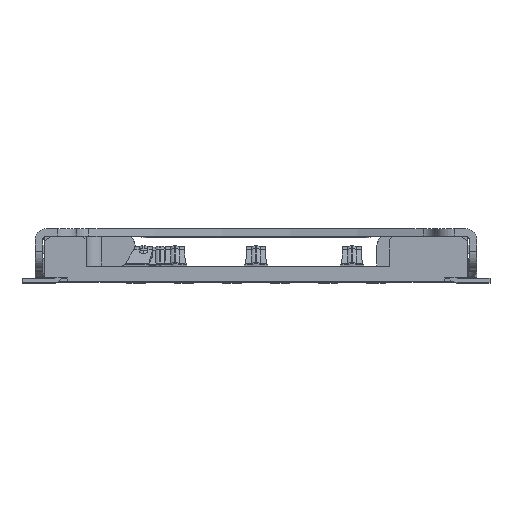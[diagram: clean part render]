
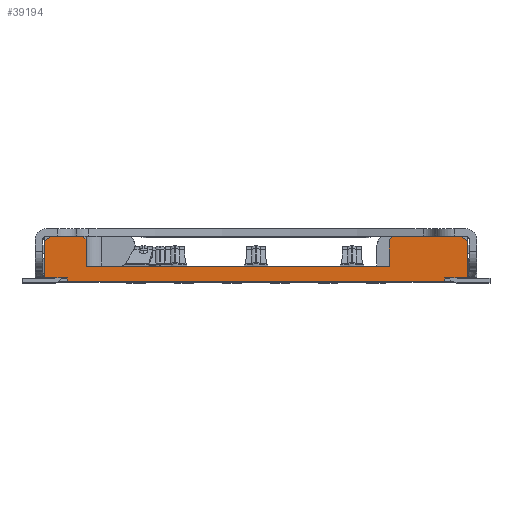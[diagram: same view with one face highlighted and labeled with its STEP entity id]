
A CAD part, top view. The second image highlights one B-rep face of the part: STEP entity #39194.
In plain terms, the highlighted planar face has unit normal (0, 0, 1).
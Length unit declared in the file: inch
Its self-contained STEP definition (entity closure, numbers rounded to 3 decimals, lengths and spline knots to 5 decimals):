
#2 = ORIENTED_EDGE ( 'NONE', *, *, #4629, .T. ) ;
#367 = EDGE_CURVE ( 'NONE', #24986, #40194, #4816, .T. ) ;
#2073 = LINE ( 'NONE', #5267, #20761 ) ;
#2229 = CARTESIAN_POINT ( 'NONE',  ( 0.14291, 0.04921, 0. ) ) ;
#2785 = EDGE_CURVE ( 'NONE', #13537, #20200, #31003, .T. ) ;
#2889 = VECTOR ( 'NONE', #22468, 39.37008 ) ;
#3063 = LINE ( 'NONE', #17040, #7632 ) ;
#3684 = CARTESIAN_POINT ( 'NONE',  ( 0.22047, 0.00551, 0. ) ) ;
#3797 = LINE ( 'NONE', #17758, #29437 ) ;
#4011 = CARTESIAN_POINT ( 'NONE',  ( 0.13898, 0.01772, 0. ) ) ;
#4125 = LINE ( 'NONE', #3684, #4344 ) ;
#4344 = VECTOR ( 'NONE', #7571, 39.37008 ) ;
#4365 = EDGE_CURVE ( 'NONE', #14257, #38153, #5961, .T. ) ;
#4629 = EDGE_CURVE ( 'NONE', #38153, #13537, #41244, .T. ) ;
#4785 = VERTEX_POINT ( 'NONE', #38188 ) ;
#4816 = LINE ( 'NONE', #15118, #13251 ) ;
#5188 = LINE ( 'NONE', #9313, #39032 ) ;
#5267 = CARTESIAN_POINT ( 'NONE',  ( 0.14291, 0.04921, 0. ) ) ;
#5270 = ORIENTED_EDGE ( 'NONE', *, *, #44604, .F. ) ;
#5676 = DIRECTION ( 'NONE',  ( 0., 0., 1. ) ) ;
#5772 = CARTESIAN_POINT ( 'NONE',  ( 0.14291, 0.04921, 0. ) ) ;
#5849 = CARTESIAN_POINT ( 'NONE',  ( 0.19685, 0.00197, 0. ) ) ;
#5961 = LINE ( 'NONE', #20819, #22333 ) ;
#7127 = VECTOR ( 'NONE', #28671, 39.37008 ) ;
#7418 = CARTESIAN_POINT ( 'NONE',  ( -0.22047, 0.04331, 0. ) ) ;
#7557 = EDGE_CURVE ( 'NONE', #20200, #42914, #4125, .T. ) ;
#7571 = DIRECTION ( 'NONE',  ( 0., 1., 0. ) ) ;
#7632 = VECTOR ( 'NONE', #41884, 39.37008 ) ;
#7850 = VERTEX_POINT ( 'NONE', #30119 ) ;
#7869 = ORIENTED_EDGE ( 'NONE', *, *, #25072, .T. ) ;
#8526 = VECTOR ( 'NONE', #32200, 39.37008 ) ;
#8774 = CARTESIAN_POINT ( 'NONE',  ( 0.19685, 0.00551, 0. ) ) ;
#9280 = ORIENTED_EDGE ( 'NONE', *, *, #26562, .F. ) ;
#9313 = CARTESIAN_POINT ( 'NONE',  ( -0.17717, 0.04528, 0. ) ) ;
#10128 = VECTOR ( 'NONE', #34118, 39.37008 ) ;
#10490 = ORIENTED_EDGE ( 'NONE', *, *, #7557, .T. ) ;
#10638 = VECTOR ( 'NONE', #34888, 39.37008 ) ;
#12143 = LINE ( 'NONE', #36554, #37289 ) ;
#12176 = ORIENTED_EDGE ( 'NONE', *, *, #367, .F. ) ;
#12191 = VERTEX_POINT ( 'NONE', #36594 ) ;
#12267 = DIRECTION ( 'NONE',  ( 0., -1., 0. ) ) ;
#12303 = CARTESIAN_POINT ( 'NONE',  ( -0.19685, 0.00197, 0. ) ) ;
#12521 = FACE_OUTER_BOUND ( 'NONE', #35798, .T. ) ;
#12801 = ORIENTED_EDGE ( 'NONE', *, *, #22051, .T. ) ;
#12844 = EDGE_CURVE ( 'NONE', #7850, #16018, #3797, .T. ) ;
#13251 = VECTOR ( 'NONE', #40190, 39.37008 ) ;
#13349 = ORIENTED_EDGE ( 'NONE', *, *, #19528, .F. ) ;
#13537 = VERTEX_POINT ( 'NONE', #8774 ) ;
#14147 = ORIENTED_EDGE ( 'NONE', *, *, #4365, .T. ) ;
#14257 = VERTEX_POINT ( 'NONE', #12303 ) ;
#14763 = LINE ( 'NONE', #4011, #7127 ) ;
#15118 = CARTESIAN_POINT ( 'NONE',  ( -0.17717, 0.01772, 0. ) ) ;
#16018 = VERTEX_POINT ( 'NONE', #19040 ) ;
#16936 = DIRECTION ( 'NONE',  ( -0.707, -0.707, 0. ) ) ;
#17040 = CARTESIAN_POINT ( 'NONE',  ( 0.22047, 0.04331, 0. ) ) ;
#17327 = DIRECTION ( 'NONE',  ( -0.707, 0.707, 0. ) ) ;
#17477 = CARTESIAN_POINT ( 'NONE',  ( 0.13898, 0.04528, 0. ) ) ;
#17758 = CARTESIAN_POINT ( 'NONE',  ( -0.17717, 0.04528, 0. ) ) ;
#17761 = AXIS2_PLACEMENT_3D ( 'NONE', #36948, #5676, #33512 ) ;
#18737 = EDGE_CURVE ( 'NONE', #42914, #4785, #3063, .T. ) ;
#18796 = VERTEX_POINT ( 'NONE', #7418 ) ;
#19040 = CARTESIAN_POINT ( 'NONE',  ( -0.1811, 0.04921, 0. ) ) ;
#19180 = DIRECTION ( 'NONE',  ( 0., 1., 0. ) ) ;
#19274 = LINE ( 'NONE', #5772, #2889 ) ;
#19528 = EDGE_CURVE ( 'NONE', #7850, #24986, #5188, .T. ) ;
#20200 = VERTEX_POINT ( 'NONE', #24447 ) ;
#20260 = CARTESIAN_POINT ( 'NONE',  ( 0.19685, 0.00197, 0. ) ) ;
#20761 = VECTOR ( 'NONE', #43604, 39.37008 ) ;
#20819 = CARTESIAN_POINT ( 'NONE',  ( -0.19685, 0.00197, 0. ) ) ;
#20899 = LINE ( 'NONE', #34796, #10128 ) ;
#22051 = EDGE_CURVE ( 'NONE', #18796, #42500, #36011, .T. ) ;
#22333 = VECTOR ( 'NONE', #41575, 39.37008 ) ;
#22468 = DIRECTION ( 'NONE',  ( -0.707, -0.707, 0. ) ) ;
#23042 = CARTESIAN_POINT ( 'NONE',  ( 0.19685, 0.00551, 0. ) ) ;
#23683 = EDGE_CURVE ( 'NONE', #42500, #12191, #20899, .T. ) ;
#23684 = VERTEX_POINT ( 'NONE', #17477 ) ;
#24447 = CARTESIAN_POINT ( 'NONE',  ( 0.22047, 0.00551, 0. ) ) ;
#24986 = VERTEX_POINT ( 'NONE', #39568 ) ;
#25072 = EDGE_CURVE ( 'NONE', #39202, #23684, #19274, .T. ) ;
#25130 = ORIENTED_EDGE ( 'NONE', *, *, #18737, .T. ) ;
#26562 = EDGE_CURVE ( 'NONE', #39202, #4785, #2073, .T. ) ;
#27050 = ORIENTED_EDGE ( 'NONE', *, *, #2785, .T. ) ;
#27674 = CARTESIAN_POINT ( 'NONE',  ( -0.22047, 0.00551, 0. ) ) ;
#27820 = CARTESIAN_POINT ( 'NONE',  ( -0.21457, 0.04921, 0. ) ) ;
#27976 = EDGE_CURVE ( 'NONE', #37947, #16018, #30782, .T. ) ;
#28380 = ORIENTED_EDGE ( 'NONE', *, *, #27976, .F. ) ;
#28671 = DIRECTION ( 'NONE',  ( 0., 1., 0. ) ) ;
#29437 = VECTOR ( 'NONE', #17327, 39.37008 ) ;
#30119 = CARTESIAN_POINT ( 'NONE',  ( -0.17717, 0.04528, 0. ) ) ;
#30782 = LINE ( 'NONE', #27820, #10638 ) ;
#31003 = LINE ( 'NONE', #23042, #42489 ) ;
#31229 = CARTESIAN_POINT ( 'NONE',  ( -0.21457, 0.04921, 0. ) ) ;
#32200 = DIRECTION ( 'NONE',  ( 0., 1., 0. ) ) ;
#32757 = ORIENTED_EDGE ( 'NONE', *, *, #12844, .T. ) ;
#33512 = DIRECTION ( 'NONE',  ( 1., 0., 0. ) ) ;
#34118 = DIRECTION ( 'NONE',  ( 1., 0., 0. ) ) ;
#34796 = CARTESIAN_POINT ( 'NONE',  ( -0.22047, 0.00551, 0. ) ) ;
#34888 = DIRECTION ( 'NONE',  ( 1., 0., 0. ) ) ;
#34957 = CARTESIAN_POINT ( 'NONE',  ( -0.19685, 0.00197, 0. ) ) ;
#35798 = EDGE_LOOP ( 'NONE', ( #7869, #5270, #12176, #13349, #32757, #28380, #44063, #12801, #40631, #41113, #14147, #2, #27050, #10490, #25130, #9280 ) ) ;
#36011 = LINE ( 'NONE', #40115, #40594 ) ;
#36554 = CARTESIAN_POINT ( 'NONE',  ( -0.21457, 0.04921, 0. ) ) ;
#36594 = CARTESIAN_POINT ( 'NONE',  ( -0.19685, 0.00551, 0. ) ) ;
#36697 = DIRECTION ( 'NONE',  ( 0., -1., 0. ) ) ;
#36948 = CARTESIAN_POINT ( 'NONE',  ( -0.22929, 0.00102, 0. ) ) ;
#37289 = VECTOR ( 'NONE', #16936, 39.37008 ) ;
#37309 = EDGE_CURVE ( 'NONE', #37947, #18796, #12143, .T. ) ;
#37947 = VERTEX_POINT ( 'NONE', #31229 ) ;
#38153 = VERTEX_POINT ( 'NONE', #5849 ) ;
#38188 = CARTESIAN_POINT ( 'NONE',  ( 0.21457, 0.04921, 0. ) ) ;
#39032 = VECTOR ( 'NONE', #36697, 39.37008 ) ;
#39194 = ADVANCED_FACE ( 'NONE', ( #12521 ), #40375, .T. ) ;
#39202 = VERTEX_POINT ( 'NONE', #2229 ) ;
#39568 = CARTESIAN_POINT ( 'NONE',  ( -0.17717, 0.01772, 0. ) ) ;
#39861 = VECTOR ( 'NONE', #19180, 39.37008 ) ;
#40115 = CARTESIAN_POINT ( 'NONE',  ( -0.22047, 0.04331, 0. ) ) ;
#40190 = DIRECTION ( 'NONE',  ( 1., 0., 0. ) ) ;
#40194 = VERTEX_POINT ( 'NONE', #42283 ) ;
#40375 = PLANE ( 'NONE',  #17761 ) ;
#40594 = VECTOR ( 'NONE', #12267, 39.37008 ) ;
#40631 = ORIENTED_EDGE ( 'NONE', *, *, #23683, .T. ) ;
#41113 = ORIENTED_EDGE ( 'NONE', *, *, #43819, .F. ) ;
#41244 = LINE ( 'NONE', #20260, #39861 ) ;
#41575 = DIRECTION ( 'NONE',  ( 1., 0., 0. ) ) ;
#41884 = DIRECTION ( 'NONE',  ( -0.707, 0.707, 0. ) ) ;
#42283 = CARTESIAN_POINT ( 'NONE',  ( 0.13898, 0.01772, 0. ) ) ;
#42402 = CARTESIAN_POINT ( 'NONE',  ( 0.22047, 0.04331, 0. ) ) ;
#42489 = VECTOR ( 'NONE', #44459, 39.37008 ) ;
#42500 = VERTEX_POINT ( 'NONE', #27674 ) ;
#42687 = LINE ( 'NONE', #34957, #8526 ) ;
#42914 = VERTEX_POINT ( 'NONE', #42402 ) ;
#43604 = DIRECTION ( 'NONE',  ( 1., 0., 0. ) ) ;
#43819 = EDGE_CURVE ( 'NONE', #14257, #12191, #42687, .T. ) ;
#44063 = ORIENTED_EDGE ( 'NONE', *, *, #37309, .T. ) ;
#44459 = DIRECTION ( 'NONE',  ( 1., 0., 0. ) ) ;
#44604 = EDGE_CURVE ( 'NONE', #40194, #23684, #14763, .T. ) ;
